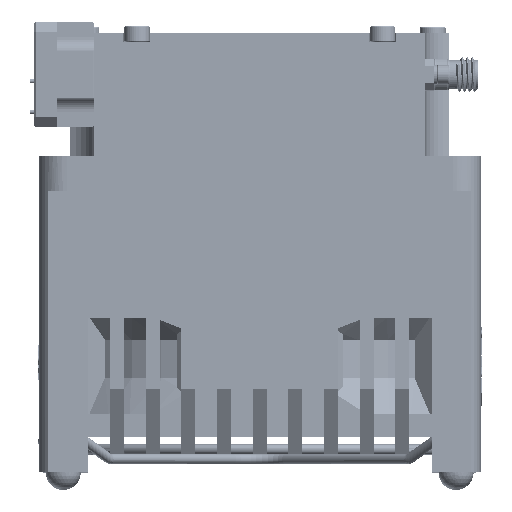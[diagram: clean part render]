
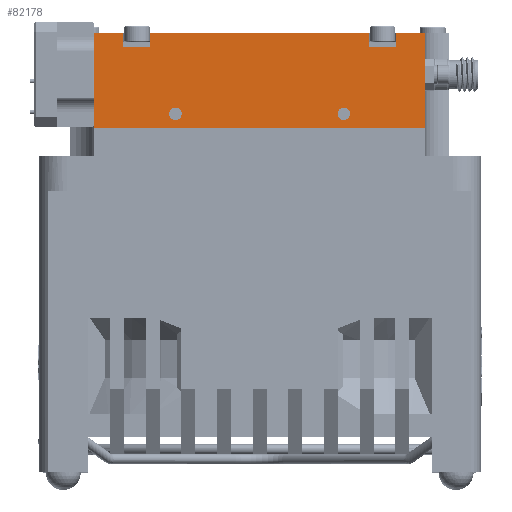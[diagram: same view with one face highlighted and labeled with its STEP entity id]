
A CAD part, top view. The second image highlights one B-rep face of the part: STEP entity #82178.
In plain terms, the highlighted planar face has unit normal (0, 0, 1).
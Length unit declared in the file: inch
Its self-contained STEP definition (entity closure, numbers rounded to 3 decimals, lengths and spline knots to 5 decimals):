
#2156 = CARTESIAN_POINT ( 'NONE',  ( -1.18, 0.3375, 1.55 ) ) ;
#2925 = CARTESIAN_POINT ( 'NONE',  ( -0.6, -0.2375, 1.55 ) ) ;
#4508 = CARTESIAN_POINT ( 'NONE',  ( -0.9715, 0.3375, 1.55 ) ) ;
#5497 = ORIENTED_EDGE ( 'NONE', *, *, #6327, .F. ) ;
#6327 = EDGE_CURVE ( 'NONE', #91690, #68760, #68250, .T. ) ;
#6574 = CARTESIAN_POINT ( 'NONE',  ( -1.18, -0.3375, 1.55 ) ) ;
#6701 = EDGE_CURVE ( 'NONE', #197612, #44902, #24290, .T. ) ;
#6931 = CARTESIAN_POINT ( 'NONE',  ( -0.5555, -0.2375, 1.55 ) ) ;
#7045 = CARTESIAN_POINT ( 'NONE',  ( -1.18, 0.3375, 1.55 ) ) ;
#8663 = DIRECTION ( 'NONE',  ( 1., 0., 0. ) ) ;
#9768 = VECTOR ( 'NONE', #88975, 39.37008 ) ;
#10549 = CARTESIAN_POINT ( 'NONE',  ( 0.9715, 0.04018, 1.55 ) ) ;
#10700 = ORIENTED_EDGE ( 'NONE', *, *, #183156, .T. ) ;
#12137 = CIRCLE ( 'NONE', #93254, 0.0445 ) ;
#12410 = EDGE_CURVE ( 'NONE', #82820, #98553, #115189, .T. ) ;
#13045 = CIRCLE ( 'NONE', #81254, 0.0445 ) ;
#13521 = ORIENTED_EDGE ( 'NONE', *, *, #119513, .F. ) ;
#14567 = DIRECTION ( 'NONE',  ( 0., 0., 1. ) ) ;
#15943 = DIRECTION ( 'NONE',  ( 0., 0., 1. ) ) ;
#16382 = FACE_BOUND ( 'NONE', #50605, .T. ) ;
#18679 = VERTEX_POINT ( 'NONE', #29074 ) ;
#19093 = VERTEX_POINT ( 'NONE', #6931 ) ;
#23381 = EDGE_CURVE ( 'NONE', #101815, #19093, #12137, .T. ) ;
#24159 = DIRECTION ( 'NONE',  ( 1., 0., 0. ) ) ;
#24290 = LINE ( 'NONE', #7045, #104429 ) ;
#27066 = ORIENTED_EDGE ( 'NONE', *, *, #195492, .F. ) ;
#29074 = CARTESIAN_POINT ( 'NONE',  ( -1.18, 0.3375, 1.55 ) ) ;
#34341 = DIRECTION ( 'NONE',  ( 1., 0., 0. ) ) ;
#34400 = CARTESIAN_POINT ( 'NONE',  ( 1.18, -0.3375, 1.55 ) ) ;
#37725 = CARTESIAN_POINT ( 'NONE',  ( 0.7785, 0.04018, 1.55 ) ) ;
#37733 = AXIS2_PLACEMENT_3D ( 'NONE', #2156, #64109, #60138 ) ;
#37931 = CARTESIAN_POINT ( 'NONE',  ( 1.18, 0.3375, 1.55 ) ) ;
#39019 = ORIENTED_EDGE ( 'NONE', *, *, #166866, .F. ) ;
#39101 = VECTOR ( 'NONE', #169693, 39.37008 ) ;
#39574 = EDGE_CURVE ( 'NONE', #18679, #198961, #133213, .T. ) ;
#40730 = CARTESIAN_POINT ( 'NONE',  ( 0.9715, 0.3375, 1.55 ) ) ;
#41026 = VECTOR ( 'NONE', #77959, 39.37008 ) ;
#42637 = EDGE_CURVE ( 'NONE', #18679, #82820, #166505, .T. ) ;
#43010 = CARTESIAN_POINT ( 'NONE',  ( -0.6445, -0.2375, 1.55 ) ) ;
#44902 = VERTEX_POINT ( 'NONE', #37931 ) ;
#50128 = VERTEX_POINT ( 'NONE', #75597 ) ;
#50605 = EDGE_LOOP ( 'NONE', ( #189290, #170174 ) ) ;
#52686 = EDGE_LOOP ( 'NONE', ( #66510, #27066, #39019, #10700, #187062, #74114, #5497, #131593, #98570, #169467, #181607, #175806 ) ) ;
#54679 = EDGE_CURVE ( 'NONE', #91690, #198961, #198653, .T. ) ;
#58236 = CIRCLE ( 'NONE', #106868, 0.0445 ) ;
#58500 = CARTESIAN_POINT ( 'NONE',  ( 0.9715, 0.2355, 1.55 ) ) ;
#59109 = VECTOR ( 'NONE', #147365, 39.37008 ) ;
#59141 = AXIS2_PLACEMENT_3D ( 'NONE', #84875, #117306, #103111 ) ;
#60138 = DIRECTION ( 'NONE',  ( 0., -1., 0. ) ) ;
#64109 = DIRECTION ( 'NONE',  ( 0., 0., -1. ) ) ;
#64458 = EDGE_CURVE ( 'NONE', #44902, #98553, #141170, .T. ) ;
#66510 = ORIENTED_EDGE ( 'NONE', *, *, #6701, .F. ) ;
#68250 = LINE ( 'NONE', #133163, #59109 ) ;
#68760 = VERTEX_POINT ( 'NONE', #177263 ) ;
#71018 = DIRECTION ( 'NONE',  ( 1., 0., 0. ) ) ;
#74114 = ORIENTED_EDGE ( 'NONE', *, *, #136998, .F. ) ;
#74138 = DIRECTION ( 'NONE',  ( 1., 0., 0. ) ) ;
#75597 = CARTESIAN_POINT ( 'NONE',  ( 0.6445, -0.2375, 1.55 ) ) ;
#77502 = VECTOR ( 'NONE', #163188, 39.37008 ) ;
#77959 = DIRECTION ( 'NONE',  ( 0., 1., 0. ) ) ;
#78514 = VERTEX_POINT ( 'NONE', #58500 ) ;
#79870 = CARTESIAN_POINT ( 'NONE',  ( -0.7785, 0.3375, 1.55 ) ) ;
#81254 = AXIS2_PLACEMENT_3D ( 'NONE', #2925, #158329, #8663 ) ;
#81457 = VERTEX_POINT ( 'NONE', #178454 ) ;
#82178 = ADVANCED_FACE ( 'NONE', ( #16382, #169736, #107808 ), #168732, .F. ) ;
#82820 = VERTEX_POINT ( 'NONE', #127027 ) ;
#84875 = CARTESIAN_POINT ( 'NONE',  ( 0.6, -0.2375, 1.55 ) ) ;
#88063 = VECTOR ( 'NONE', #34341, 39.37008 ) ;
#88176 = VECTOR ( 'NONE', #167688, 39.37008 ) ;
#88546 = CARTESIAN_POINT ( 'NONE',  ( -1.18, 0.3375, 1.55 ) ) ;
#88975 = DIRECTION ( 'NONE',  ( 0., 1., 0. ) ) ;
#91690 = VERTEX_POINT ( 'NONE', #182232 ) ;
#92657 = VECTOR ( 'NONE', #24159, 39.37008 ) ;
#93162 = CARTESIAN_POINT ( 'NONE',  ( 0.6, -0.2375, 1.55 ) ) ;
#93254 = AXIS2_PLACEMENT_3D ( 'NONE', #96835, #14567, #93811 ) ;
#93811 = DIRECTION ( 'NONE',  ( 1., 0., 0. ) ) ;
#96835 = CARTESIAN_POINT ( 'NONE',  ( -0.6, -0.2375, 1.55 ) ) ;
#98553 = VERTEX_POINT ( 'NONE', #34400 ) ;
#98570 = ORIENTED_EDGE ( 'NONE', *, *, #39574, .F. ) ;
#99646 = DIRECTION ( 'NONE',  ( 0., 1., 0. ) ) ;
#101283 = CIRCLE ( 'NONE', #59141, 0.0445 ) ;
#101815 = VERTEX_POINT ( 'NONE', #43010 ) ;
#103111 = DIRECTION ( 'NONE',  ( 1., 0., 0. ) ) ;
#104429 = VECTOR ( 'NONE', #71018, 39.37008 ) ;
#105227 = CARTESIAN_POINT ( 'NONE',  ( -0.9715, 0.04018, 1.55 ) ) ;
#106868 = AXIS2_PLACEMENT_3D ( 'NONE', #93162, #15943, #74138 ) ;
#107772 = CARTESIAN_POINT ( 'NONE',  ( 1.18, 0.3375, 1.55 ) ) ;
#107808 = FACE_OUTER_BOUND ( 'NONE', #52686, .T. ) ;
#114818 = LINE ( 'NONE', #37725, #120766 ) ;
#115189 = LINE ( 'NONE', #6574, #88063 ) ;
#116544 = LINE ( 'NONE', #163293, #92657 ) ;
#117306 = DIRECTION ( 'NONE',  ( 0., 0., 1. ) ) ;
#119513 = EDGE_CURVE ( 'NONE', #19093, #101815, #13045, .T. ) ;
#120766 = VECTOR ( 'NONE', #99646, 39.37008 ) ;
#122741 = CARTESIAN_POINT ( 'NONE',  ( -1.18, 0.3375, 1.55 ) ) ;
#127027 = CARTESIAN_POINT ( 'NONE',  ( -1.18, -0.3375, 1.55 ) ) ;
#130021 = EDGE_CURVE ( 'NONE', #164900, #185533, #116544, .T. ) ;
#130231 = CARTESIAN_POINT ( 'NONE',  ( 0.7785, 0.3375, 1.55 ) ) ;
#131593 = ORIENTED_EDGE ( 'NONE', *, *, #54679, .T. ) ;
#133163 = CARTESIAN_POINT ( 'NONE',  ( -0.9715, 0.2355, 1.55 ) ) ;
#133213 = LINE ( 'NONE', #88546, #88176 ) ;
#135752 = EDGE_LOOP ( 'NONE', ( #13521, #165920 ) ) ;
#136998 = EDGE_CURVE ( 'NONE', #68760, #164900, #138827, .T. ) ;
#138827 = LINE ( 'NONE', #155142, #41026 ) ;
#141170 = LINE ( 'NONE', #107772, #39101 ) ;
#147365 = DIRECTION ( 'NONE',  ( 1., 0., 0. ) ) ;
#147873 = LINE ( 'NONE', #162185, #77502 ) ;
#153187 = EDGE_CURVE ( 'NONE', #50128, #188348, #58236, .T. ) ;
#154277 = DIRECTION ( 'NONE',  ( 0., -1., 0. ) ) ;
#155142 = CARTESIAN_POINT ( 'NONE',  ( -0.7785, 0.04018, 1.55 ) ) ;
#158329 = DIRECTION ( 'NONE',  ( 0., 0., 1. ) ) ;
#162185 = CARTESIAN_POINT ( 'NONE',  ( 0.7785, 0.2355, 1.55 ) ) ;
#163188 = DIRECTION ( 'NONE',  ( 1., 0., 0. ) ) ;
#163293 = CARTESIAN_POINT ( 'NONE',  ( -1.18, 0.3375, 1.55 ) ) ;
#164900 = VERTEX_POINT ( 'NONE', #79870 ) ;
#165920 = ORIENTED_EDGE ( 'NONE', *, *, #23381, .F. ) ;
#166505 = LINE ( 'NONE', #122741, #176396 ) ;
#166866 = EDGE_CURVE ( 'NONE', #81457, #78514, #147873, .T. ) ;
#167688 = DIRECTION ( 'NONE',  ( 1., 0., 0. ) ) ;
#167887 = LINE ( 'NONE', #10549, #186900 ) ;
#168732 = PLANE ( 'NONE',  #37733 ) ;
#169467 = ORIENTED_EDGE ( 'NONE', *, *, #42637, .T. ) ;
#169693 = DIRECTION ( 'NONE',  ( 0., -1., 0. ) ) ;
#169736 = FACE_BOUND ( 'NONE', #135752, .T. ) ;
#170174 = ORIENTED_EDGE ( 'NONE', *, *, #176410, .F. ) ;
#174793 = CARTESIAN_POINT ( 'NONE',  ( 0.5555, -0.2375, 1.55 ) ) ;
#175806 = ORIENTED_EDGE ( 'NONE', *, *, #64458, .F. ) ;
#176396 = VECTOR ( 'NONE', #154277, 39.37008 ) ;
#176410 = EDGE_CURVE ( 'NONE', #188348, #50128, #101283, .T. ) ;
#177263 = CARTESIAN_POINT ( 'NONE',  ( -0.7785, 0.2355, 1.55 ) ) ;
#178454 = CARTESIAN_POINT ( 'NONE',  ( 0.7785, 0.2355, 1.55 ) ) ;
#181607 = ORIENTED_EDGE ( 'NONE', *, *, #12410, .T. ) ;
#182232 = CARTESIAN_POINT ( 'NONE',  ( -0.9715, 0.2355, 1.55 ) ) ;
#183156 = EDGE_CURVE ( 'NONE', #81457, #185533, #114818, .T. ) ;
#185132 = DIRECTION ( 'NONE',  ( 0., 1., 0. ) ) ;
#185533 = VERTEX_POINT ( 'NONE', #130231 ) ;
#186900 = VECTOR ( 'NONE', #185132, 39.37008 ) ;
#187062 = ORIENTED_EDGE ( 'NONE', *, *, #130021, .F. ) ;
#188348 = VERTEX_POINT ( 'NONE', #174793 ) ;
#189290 = ORIENTED_EDGE ( 'NONE', *, *, #153187, .F. ) ;
#195492 = EDGE_CURVE ( 'NONE', #78514, #197612, #167887, .T. ) ;
#197612 = VERTEX_POINT ( 'NONE', #40730 ) ;
#198653 = LINE ( 'NONE', #105227, #9768 ) ;
#198961 = VERTEX_POINT ( 'NONE', #4508 ) ;
